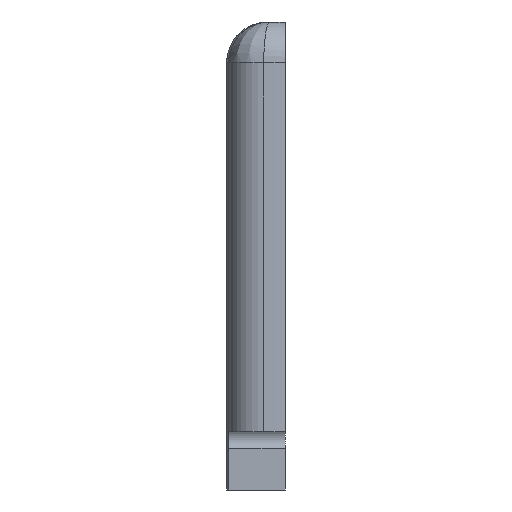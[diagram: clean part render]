
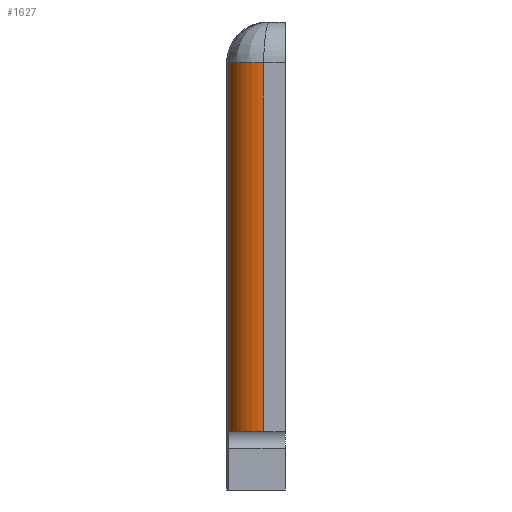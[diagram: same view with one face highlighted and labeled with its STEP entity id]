
A CAD part, left-side view. The second image highlights one B-rep face of the part: STEP entity #1627.
In plain terms, the highlighted cylindrical face has radius 6 mm (diameter 12 mm), a partial arc.
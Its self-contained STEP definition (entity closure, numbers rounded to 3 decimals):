
#163=FACE_OUTER_BOUND('',#252,.T.);
#252=EDGE_LOOP('',(#1506,#1507,#1508,#1509));
#302=LINE('',#2539,#459);
#409=LINE('',#3033,#566);
#459=VECTOR('',#1990,10.);
#566=VECTOR('',#2251,10.);
#616=CIRCLE('',#1717,6.);
#621=CIRCLE('',#1748,6.);
#737=VERTEX_POINT('',#2536);
#738=VERTEX_POINT('',#2538);
#743=VERTEX_POINT('',#2550);
#784=VERTEX_POINT('',#2819);
#894=EDGE_CURVE('',#737,#738,#302,.T.);
#901=EDGE_CURVE('',#737,#743,#616,.T.);
#998=EDGE_CURVE('',#738,#784,#621,.T.);
#1031=EDGE_CURVE('',#743,#784,#409,.T.);
#1506=ORIENTED_EDGE('',*,*,#998,.F.);
#1507=ORIENTED_EDGE('',*,*,#894,.F.);
#1508=ORIENTED_EDGE('',*,*,#901,.T.);
#1509=ORIENTED_EDGE('',*,*,#1031,.T.);
#1544=CYLINDRICAL_SURFACE('',#1792,6.);
#1627=ADVANCED_FACE('',(#163),#1544,.T.);
#1717=AXIS2_PLACEMENT_3D('',#2552,#2000,#2001);
#1748=AXIS2_PLACEMENT_3D('',#2845,#2150,#2151);
#1792=AXIS2_PLACEMENT_3D('',#3034,#2252,#2253);
#1990=DIRECTION('',(0.,0.,1.));
#2000=DIRECTION('center_axis',(0.,0.,
1.));
#2001=DIRECTION('ref_axis',(0.,1.,0.));
#2150=DIRECTION('center_axis',(0.,0.,1.));
#2151=DIRECTION('ref_axis',(0.,1.,0.));
#2251=DIRECTION('',(0.,0.,1.));
#2252=DIRECTION('center_axis',(0.,0.,1.));
#2253=DIRECTION('ref_axis',(0.,1.,0.));
#2536=CARTESIAN_POINT('',(-2.,114.,638.5));
#2538=CARTESIAN_POINT('',(-2.,114.,701.5));
#2539=CARTESIAN_POINT('',(-2.,114.,638.5));
#2550=CARTESIAN_POINT('',(-8.,108.,638.5));
#2552=CARTESIAN_POINT('Origin',(-2.,108.,638.5));
#2819=CARTESIAN_POINT('',(-8.,108.,701.5));
#2845=CARTESIAN_POINT('Origin',(-2.,108.,701.5));
#3033=CARTESIAN_POINT('',(-8.,108.,638.5));
#3034=CARTESIAN_POINT('Origin',(-2.,108.,638.5));
